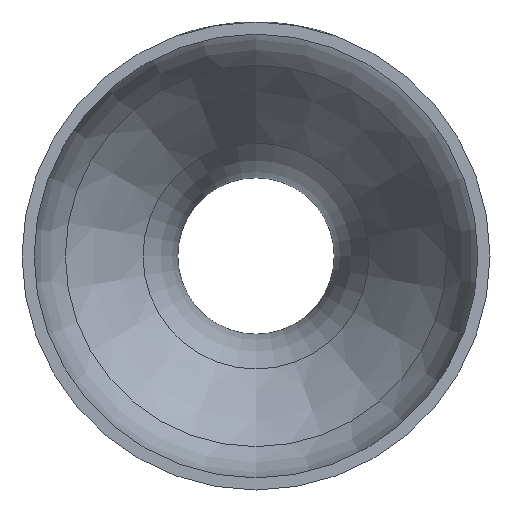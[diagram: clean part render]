
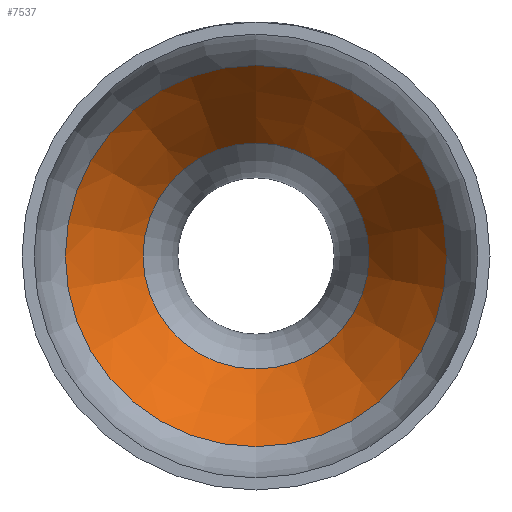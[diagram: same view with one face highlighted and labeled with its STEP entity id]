
A CAD part, front view. The second image highlights one B-rep face of the part: STEP entity #7537.
In plain terms, the highlighted conical face has half-angle 32.593 degrees and reference radius 36.213 mm.
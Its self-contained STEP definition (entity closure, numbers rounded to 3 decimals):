
#322 = CARTESIAN_POINT ( 'NONE',  ( 0., 32.308, 0. ) ) ;
#1751 = FACE_BOUND ( 'NONE', #15042, .T. ) ;
#2723 = AXIS2_PLACEMENT_3D ( 'NONE', #322, #10579, #15612 ) ;
#3290 = ORIENTED_EDGE ( 'NONE', *, *, #8915, .T. ) ;
#3748 = CARTESIAN_POINT ( 'NONE',  ( 0., 32.308, 0. ) ) ;
#4505 = EDGE_LOOP ( 'NONE', ( #3290 ) ) ;
#4646 = VERTEX_POINT ( 'NONE', #13455 ) ;
#5905 = CARTESIAN_POINT ( 'NONE',  ( 0., 55.376, 0. ) ) ;
#5979 = DIRECTION ( 'NONE',  ( 0., 0., -1. ) ) ;
#7104 = DIRECTION ( 'NONE',  ( 0., 0., -1. ) ) ;
#7537 = ADVANCED_FACE ( 'NONE', ( #1751, #10145 ), #8312, .F. ) ;
#8312 = CONICAL_SURFACE ( 'NONE', #17736, 36.213, 0.569 ) ;
#8915 = EDGE_CURVE ( 'NONE', #14315, #14315, #14838, .T. ) ;
#9570 = EDGE_CURVE ( 'NONE', #4646, #4646, #12457, .T. ) ;
#10063 = ORIENTED_EDGE ( 'NONE', *, *, #9570, .F. ) ;
#10145 = FACE_OUTER_BOUND ( 'NONE', #4505, .T. ) ;
#10579 = DIRECTION ( 'NONE',  ( 0., -1., 0. ) ) ;
#12457 = CIRCLE ( 'NONE', #19598, 21.464 ) ;
#12654 = DIRECTION ( 'NONE',  ( 0., -1., 0. ) ) ;
#13455 = CARTESIAN_POINT ( 'NONE',  ( 0., 55.376, -21.464 ) ) ;
#13584 = CARTESIAN_POINT ( 'NONE',  ( 0., 32.308, -36.213 ) ) ;
#14315 = VERTEX_POINT ( 'NONE', #13584 ) ;
#14838 = CIRCLE ( 'NONE', #2723, 36.213 ) ;
#15042 = EDGE_LOOP ( 'NONE', ( #10063 ) ) ;
#15433 = DIRECTION ( 'NONE',  ( 0., -1., 0. ) ) ;
#15612 = DIRECTION ( 'NONE',  ( 0., 0., -1. ) ) ;
#17736 = AXIS2_PLACEMENT_3D ( 'NONE', #3748, #15433, #7104 ) ;
#19598 = AXIS2_PLACEMENT_3D ( 'NONE', #5905, #12654, #5979 ) ;
